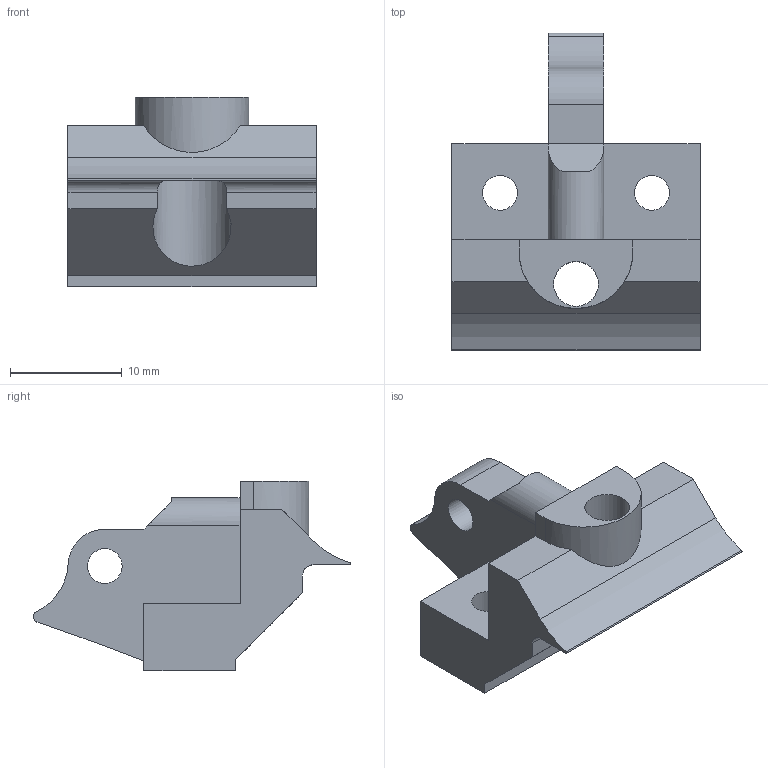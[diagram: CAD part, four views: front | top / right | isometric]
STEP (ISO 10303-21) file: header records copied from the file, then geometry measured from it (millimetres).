
FILE_DESCRIPTION(/* description */ (''),/* implementation_level */ '2;1');
FILE_NAME(/* name */ 'Liquid Mosquito bottom - Integrated.step',/* time_stamp */ '2020-11-23T05:06:11-05:00',/* author */ (''),/* organization */ (''),/* preprocessor_version */ 'ST-DEVELOPER v18.1',/* originating_system */ 'Autodesk Translation Framework v9.3.0.1241',/* authorisation */ '');
FILE_SCHEMA (('AUTOMOTIVE_DESIGN { 1 0 10303 214 3 1 1 }'));
Length unit declared in the file: millimetre
Products named in the file (1): Planetary Liquid lock bottom - Integrated
Bounding box: 22.2 x 28.43 x 17 mm (x, y, z)
Volume: 2923.3 mm3; surface area: 2265.3 mm2
Topology: 1 solids, 1 shells, 42 faces, 114 edges, 76 vertices
Faces by surface type: plane 25, cylinder 17
Full cylindrical faces by diameter (mm): 3.1 x3, 4 x1, 5.7 x2
Entity records: 1397 total; most frequent: CARTESIAN_POINT 251, DIRECTION 234, ORIENTED_EDGE 228, EDGE_CURVE 114, AXIS2_PLACEMENT_3D 79, LINE 76, VECTOR 76, VERTEX_POINT 76
